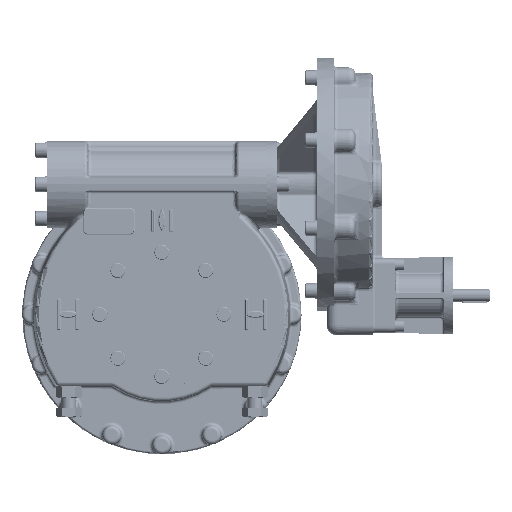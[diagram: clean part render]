
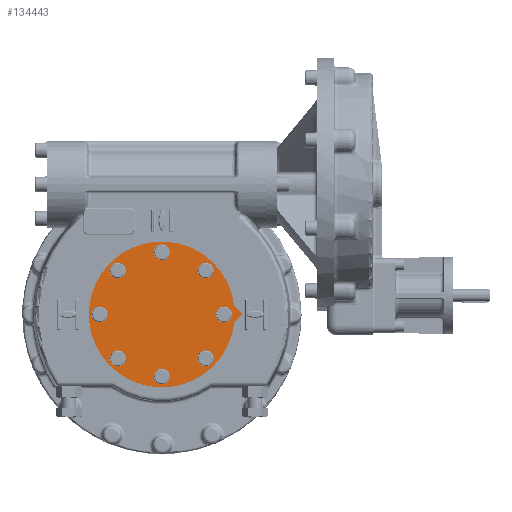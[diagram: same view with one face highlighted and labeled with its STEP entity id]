
A CAD part, top view. The second image highlights one B-rep face of the part: STEP entity #134443.
In plain terms, the highlighted planar face has unit normal (0, 0, 1).
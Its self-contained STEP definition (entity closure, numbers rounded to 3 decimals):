
#5011=LINE('',#196057,#13714);
#5012=LINE('',#196059,#13715);
#13714=VECTOR('',#155033,1000.);
#13715=VECTOR('',#155034,1000.);
#33252=ORIENTED_EDGE('',*,*,#52520,.F.);
#33253=ORIENTED_EDGE('',*,*,#52518,.F.);
#33254=ORIENTED_EDGE('',*,*,#53164,.F.);
#33255=ORIENTED_EDGE('',*,*,#53166,.F.);
#33256=ORIENTED_EDGE('',*,*,#53226,.F.);
#33257=ORIENTED_EDGE('',*,*,#53224,.F.);
#33258=ORIENTED_EDGE('',*,*,#53579,.F.);
#33259=ORIENTED_EDGE('',*,*,#53577,.F.);
#33260=ORIENTED_EDGE('',*,*,#54223,.F.);
#33261=ORIENTED_EDGE('',*,*,#54225,.F.);
#33262=ORIENTED_EDGE('',*,*,#54576,.F.);
#33263=ORIENTED_EDGE('',*,*,#54578,.F.);
#33264=ORIENTED_EDGE('',*,*,#54638,.F.);
#33265=ORIENTED_EDGE('',*,*,#54636,.F.);
#33266=ORIENTED_EDGE('',*,*,#54991,.F.);
#33267=ORIENTED_EDGE('',*,*,#54989,.F.);
#33268=ORIENTED_EDGE('',*,*,#55285,.F.);
#33269=ORIENTED_EDGE('',*,*,#55286,.F.);
#33270=ORIENTED_EDGE('',*,*,#55287,.F.);
#52518=EDGE_CURVE('',#65385,#65386,#73560,.T.);
#52520=EDGE_CURVE('',#65386,#65385,#73561,.T.);
#53164=EDGE_CURVE('',#65794,#65795,#73567,.T.);
#53166=EDGE_CURVE('',#65795,#65794,#73568,.T.);
#53224=EDGE_CURVE('',#65847,#65848,#73574,.T.);
#53226=EDGE_CURVE('',#65848,#65847,#73575,.T.);
#53577=EDGE_CURVE('',#66078,#66079,#73581,.T.);
#53579=EDGE_CURVE('',#66079,#66078,#73582,.T.);
#54223=EDGE_CURVE('',#66487,#66488,#73588,.T.);
#54225=EDGE_CURVE('',#66488,#66487,#73589,.T.);
#54576=EDGE_CURVE('',#66718,#66719,#73595,.T.);
#54578=EDGE_CURVE('',#66719,#66718,#73596,.T.);
#54636=EDGE_CURVE('',#66771,#66772,#73602,.T.);
#54638=EDGE_CURVE('',#66772,#66771,#73603,.T.);
#54989=EDGE_CURVE('',#67002,#67003,#73609,.T.);
#54991=EDGE_CURVE('',#67003,#67002,#73610,.T.);
#55285=EDGE_CURVE('',#67182,#67183,#73611,.T.);
#55286=EDGE_CURVE('',#67184,#67182,#5011,.T.);
#55287=EDGE_CURVE('',#67183,#67184,#5012,.T.);
#65385=VERTEX_POINT('',#187304);
#65386=VERTEX_POINT('',#187306);
#65794=VERTEX_POINT('',#189308);
#65795=VERTEX_POINT('',#189310);
#65847=VERTEX_POINT('',#189550);
#65848=VERTEX_POINT('',#189552);
#66078=VERTEX_POINT('',#190673);
#66079=VERTEX_POINT('',#190675);
#66487=VERTEX_POINT('',#192677);
#66488=VERTEX_POINT('',#192679);
#66718=VERTEX_POINT('',#193800);
#66719=VERTEX_POINT('',#193802);
#66771=VERTEX_POINT('',#194042);
#66772=VERTEX_POINT('',#194044);
#67002=VERTEX_POINT('',#195165);
#67003=VERTEX_POINT('',#195167);
#67182=VERTEX_POINT('',#196055);
#67183=VERTEX_POINT('',#196056);
#67184=VERTEX_POINT('',#196058);
#73560=CIRCLE('',#139929,12.7);
#73561=CIRCLE('',#139931,12.7);
#73567=CIRCLE('',#140176,12.7);
#73568=CIRCLE('',#140178,12.7);
#73574=CIRCLE('',#140197,12.7);
#73575=CIRCLE('',#140199,12.7);
#73581=CIRCLE('',#140331,12.7);
#73582=CIRCLE('',#140333,12.7);
#73588=CIRCLE('',#140578,12.7);
#73589=CIRCLE('',#140580,12.7);
#73595=CIRCLE('',#140712,12.7);
#73596=CIRCLE('',#140714,12.7);
#73602=CIRCLE('',#140733,12.7);
#73603=CIRCLE('',#140735,12.7);
#73609=CIRCLE('',#140867,12.7);
#73610=CIRCLE('',#140869,12.7);
#73611=CIRCLE('',#140985,117.5);
#77636=EDGE_LOOP('',(#33252,#33253));
#77637=EDGE_LOOP('',(#33254,#33255));
#77638=EDGE_LOOP('',(#33256,#33257));
#77639=EDGE_LOOP('',(#33258,#33259));
#77640=EDGE_LOOP('',(#33260,#33261));
#77641=EDGE_LOOP('',(#33262,#33263));
#77642=EDGE_LOOP('',(#33264,#33265));
#77643=EDGE_LOOP('',(#33266,#33267));
#77644=EDGE_LOOP('',(#33268,#33269,#33270));
#84290=FACE_BOUND('',#77636,.T.);
#84291=FACE_BOUND('',#77637,.T.);
#84292=FACE_BOUND('',#77638,.T.);
#84293=FACE_BOUND('',#77639,.T.);
#84294=FACE_BOUND('',#77640,.T.);
#84295=FACE_BOUND('',#77641,.T.);
#84296=FACE_BOUND('',#77642,.T.);
#84297=FACE_BOUND('',#77643,.T.);
#84298=FACE_BOUND('',#77644,.T.);
#89667=PLANE('',#140984);
#134443=ADVANCED_FACE('',(#84290,#84291,#84292,#84293,#84294,#84295,#84296,
#84297,#84298),#89667,.F.);
#139929=AXIS2_PLACEMENT_3D('',#187305,#150602,#150603);
#139931=AXIS2_PLACEMENT_3D('',#187309,#150607,#150608);
#140176=AXIS2_PLACEMENT_3D('',#189309,#151648,#151649);
#140178=AXIS2_PLACEMENT_3D('',#189313,#151653,#151654);
#140197=AXIS2_PLACEMENT_3D('',#189551,#151726,#151727);
#140199=AXIS2_PLACEMENT_3D('',#189555,#151731,#151732);
#140331=AXIS2_PLACEMENT_3D('',#190674,#152288,#152289);
#140333=AXIS2_PLACEMENT_3D('',#190678,#152293,#152294);
#140578=AXIS2_PLACEMENT_3D('',#192678,#153334,#153335);
#140580=AXIS2_PLACEMENT_3D('',#192682,#153339,#153340);
#140712=AXIS2_PLACEMENT_3D('',#193801,#153896,#153897);
#140714=AXIS2_PLACEMENT_3D('',#193805,#153901,#153902);
#140733=AXIS2_PLACEMENT_3D('',#194043,#153974,#153975);
#140735=AXIS2_PLACEMENT_3D('',#194047,#153979,#153980);
#140867=AXIS2_PLACEMENT_3D('',#195166,#154536,#154537);
#140869=AXIS2_PLACEMENT_3D('',#195170,#154541,#154542);
#140984=AXIS2_PLACEMENT_3D('',#196053,#155029,#155030);
#140985=AXIS2_PLACEMENT_3D('',#196054,#155031,#155032);
#150602=DIRECTION('',(0.,0.,1.));
#150603=DIRECTION('',(-0.707,0.707,0.));
#150607=DIRECTION('',(0.,0.,1.));
#150608=DIRECTION('',(0.707,-0.707,0.));
#151648=DIRECTION('',(0.,0.,1.));
#151649=DIRECTION('',(0.,1.,0.));
#151653=DIRECTION('',(0.,0.,1.));
#151654=DIRECTION('',(0.,-1.,0.));
#151726=DIRECTION('',(0.,0.,1.));
#151727=DIRECTION('',(0.707,-0.707,0.));
#151731=DIRECTION('',(0.,0.,1.));
#151732=DIRECTION('',(-0.707,0.707,0.));
#152288=DIRECTION('',(0.,0.,1.));
#152289=DIRECTION('',(1.,0.,0.));
#152293=DIRECTION('',(0.,0.,1.));
#152294=DIRECTION('',(-1.,0.,0.));
#153334=DIRECTION('',(0.,0.,1.));
#153335=DIRECTION('',(-0.707,-0.707,0.));
#153339=DIRECTION('',(0.,0.,1.));
#153340=DIRECTION('',(0.707,0.707,0.));
#153896=DIRECTION('',(0.,0.,1.));
#153897=DIRECTION('',(0.,-1.,0.));
#153901=DIRECTION('',(0.,0.,1.));
#153902=DIRECTION('',(0.,1.,0.));
#153974=DIRECTION('',(0.,0.,1.));
#153975=DIRECTION('',(-1.,0.,0.));
#153979=DIRECTION('',(0.,0.,1.));
#153980=DIRECTION('',(1.,0.,0.));
#154536=DIRECTION('',(0.,0.,1.));
#154537=DIRECTION('',(-0.707,-0.707,0.));
#154541=DIRECTION('',(0.,0.,1.));
#154542=DIRECTION('',(0.707,0.707,0.));
#155029=DIRECTION('',(0.,0.,-1.));
#155030=DIRECTION('',(0.,1.,0.));
#155031=DIRECTION('',(0.,0.,-1.));
#155032=DIRECTION('',(1.,0.,0.));
#155033=DIRECTION('',(-0.707,-0.707,0.));
#155034=DIRECTION('',(0.707,-0.707,0.));
#187304=CARTESIAN_POINT('',(-79.691,-61.73,122.));
#187305=CARTESIAN_POINT('',(-70.711,-70.711,122.));
#187306=CARTESIAN_POINT('',(-61.73,-79.691,122.));
#187309=CARTESIAN_POINT('',(-70.711,-70.711,122.));
#189308=CARTESIAN_POINT('',(100.,12.7,122.));
#189309=CARTESIAN_POINT('',(100.,0.,122.));
#189310=CARTESIAN_POINT('',(100.,-12.7,122.));
#189313=CARTESIAN_POINT('',(100.,0.,122.));
#189550=CARTESIAN_POINT('',(79.691,61.73,122.));
#189551=CARTESIAN_POINT('',(70.711,70.711,122.));
#189552=CARTESIAN_POINT('',(61.73,79.691,122.));
#189555=CARTESIAN_POINT('',(70.711,70.711,122.));
#190673=CARTESIAN_POINT('',(12.7,100.,122.));
#190674=CARTESIAN_POINT('',(0.,100.,122.));
#190675=CARTESIAN_POINT('',(-12.7,100.,122.));
#190678=CARTESIAN_POINT('',(0.,100.,122.));
#192677=CARTESIAN_POINT('',(-79.691,61.73,122.));
#192678=CARTESIAN_POINT('',(-70.711,70.711,122.));
#192679=CARTESIAN_POINT('',(-61.73,79.691,122.));
#192682=CARTESIAN_POINT('',(-70.711,70.711,122.));
#193800=CARTESIAN_POINT('',(-100.,-12.7,122.));
#193801=CARTESIAN_POINT('',(-100.,0.,122.));
#193802=CARTESIAN_POINT('',(-100.,12.7,122.));
#193805=CARTESIAN_POINT('',(-100.,0.,122.));
#194042=CARTESIAN_POINT('',(-12.7,-100.,122.));
#194043=CARTESIAN_POINT('',(0.,-100.,122.));
#194044=CARTESIAN_POINT('',(12.7,-100.,122.));
#194047=CARTESIAN_POINT('',(0.,-100.,122.));
#195165=CARTESIAN_POINT('',(61.73,-79.691,122.));
#195166=CARTESIAN_POINT('',(70.711,-70.711,122.));
#195167=CARTESIAN_POINT('',(79.691,-61.73,122.));
#195170=CARTESIAN_POINT('',(70.711,-70.711,122.));
#196053=CARTESIAN_POINT('',(0.,0.,122.));
#196054=CARTESIAN_POINT('',(0.,0.,122.));
#196055=CARTESIAN_POINT('',(116.751,-13.249,122.));
#196056=CARTESIAN_POINT('',(116.751,13.249,122.));
#196057=CARTESIAN_POINT('',(130.,0.,122.));
#196058=CARTESIAN_POINT('',(130.,0.,122.));
#196059=CARTESIAN_POINT('',(116.751,13.249,122.));
